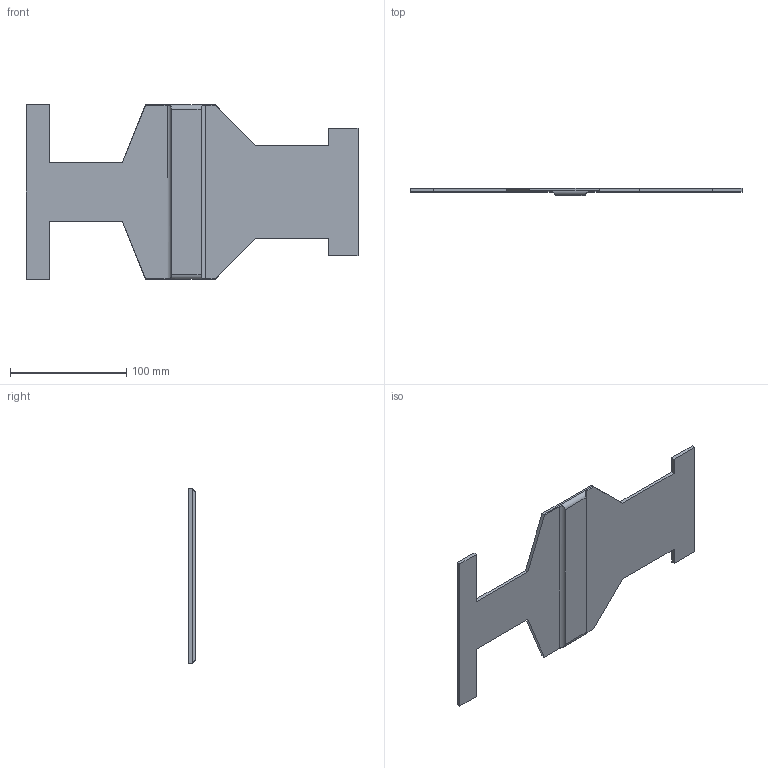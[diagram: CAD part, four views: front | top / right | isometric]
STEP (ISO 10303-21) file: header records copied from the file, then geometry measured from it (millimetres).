
FILE_DESCRIPTION((''),'2;1');
FILE_NAME('CHASSIS_FULL','2025-08-24T11:53:54',('kushal'),(''),'CREO PARAMETRIC BY PTC INC, 2024063','CREO PARAMETRIC BY PTC INC, 2024063','');
FILE_SCHEMA(('CONFIG_CONTROL_DESIGN'));
Length unit declared in the file: millimetre
Products named in the file (1): CHASSIS_FULL
Bounding box: 286 x 6 x 150 mm (x, y, z)
Volume: 99066.2 mm3; surface area: 61593.3 mm2
Topology: 1 solids, 1 shells, 28 faces, 78 edges, 52 vertices
Faces by surface type: plane 24, cylinder 4
Entity records: 962 total; most frequent: CARTESIAN_POINT 216, ORIENTED_EDGE 156, DIRECTION 126, EDGE_CURVE 78, VECTOR 70, LINE 70, VERTEX_POINT 52, AXIS2_PLACEMENT_3D 28
